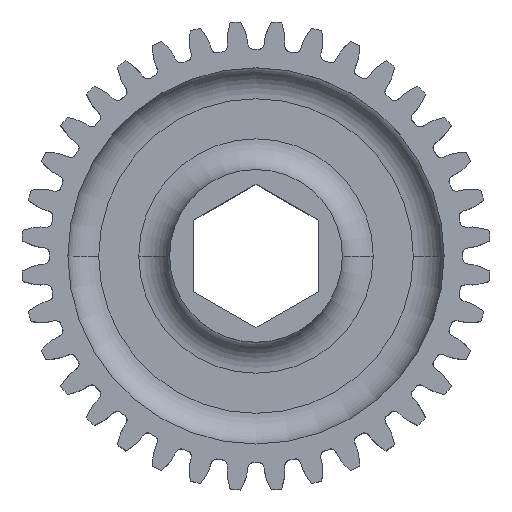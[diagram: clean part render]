
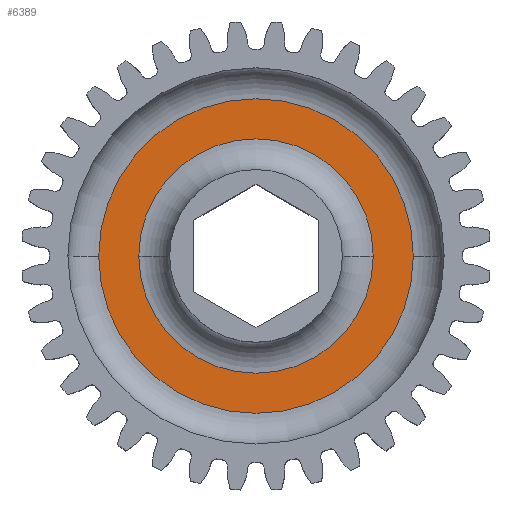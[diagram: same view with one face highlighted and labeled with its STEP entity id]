
A CAD part, top view. The second image highlights one B-rep face of the part: STEP entity #6389.
In plain terms, the highlighted planar face has unit normal (0, 0, 1).
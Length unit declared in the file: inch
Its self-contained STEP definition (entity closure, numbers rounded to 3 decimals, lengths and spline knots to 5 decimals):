
#241 = CARTESIAN_POINT ( 'NONE',  ( 0., 0., -0.0975 ) ) ;
#1018 = EDGE_CURVE ( 'NONE', #10156, #14655, #8431, .T. ) ;
#1065 = ORIENTED_EDGE ( 'NONE', *, *, #8173, .T. ) ;
#1101 = EDGE_CURVE ( 'NONE', #6600, #11778, #13516, .T. ) ;
#1919 = CARTESIAN_POINT ( 'NONE',  ( 0., 0., -0.0975 ) ) ;
#2670 = AXIS2_PLACEMENT_3D ( 'NONE', #4278, #13372, #3224 ) ;
#2877 = DIRECTION ( 'NONE',  ( 0., 0., 1. ) ) ;
#3121 = AXIS2_PLACEMENT_3D ( 'NONE', #11241, #4416, #14651 ) ;
#3224 = DIRECTION ( 'NONE',  ( 1., 0., 0. ) ) ;
#4278 = CARTESIAN_POINT ( 'NONE',  ( 0., 0., -0.0975 ) ) ;
#4416 = DIRECTION ( 'NONE',  ( 0., 0., 1. ) ) ;
#4560 = AXIS2_PLACEMENT_3D ( 'NONE', #1919, #5472, #10024 ) ;
#4864 = DIRECTION ( 'NONE',  ( 0., 0., 1. ) ) ;
#5472 = DIRECTION ( 'NONE',  ( 0., 0., -1. ) ) ;
#5925 = DIRECTION ( 'NONE',  ( 1., 0., 0. ) ) ;
#6389 = ADVANCED_FACE ( 'NONE', ( #9702, #7419 ), #8336, .T. ) ;
#6600 = VERTEX_POINT ( 'NONE', #8768 ) ;
#7082 = CARTESIAN_POINT ( 'NONE',  ( 0.6375, 0., -0.0975 ) ) ;
#7419 = FACE_OUTER_BOUND ( 'NONE', #12946, .T. ) ;
#8076 = CARTESIAN_POINT ( 'NONE',  ( -0.6375, 0., -0.0975 ) ) ;
#8173 = EDGE_CURVE ( 'NONE', #11778, #6600, #13309, .T. ) ;
#8336 = PLANE ( 'NONE',  #11857 ) ;
#8408 = DIRECTION ( 'NONE',  ( 1., 0., 0. ) ) ;
#8431 = CIRCLE ( 'NONE', #3121, 0.6375 ) ;
#8768 = CARTESIAN_POINT ( 'NONE',  ( -0.475, 0., -0.0975 ) ) ;
#8998 = ORIENTED_EDGE ( 'NONE', *, *, #13922, .T. ) ;
#9702 = FACE_BOUND ( 'NONE', #14377, .T. ) ;
#9775 = CARTESIAN_POINT ( 'NONE',  ( 0., 0., -0.0975 ) ) ;
#9958 = ORIENTED_EDGE ( 'NONE', *, *, #1101, .T. ) ;
#10024 = DIRECTION ( 'NONE',  ( 1., 0., 0. ) ) ;
#10156 = VERTEX_POINT ( 'NONE', #7082 ) ;
#11241 = CARTESIAN_POINT ( 'NONE',  ( 0., 0., -0.0975 ) ) ;
#11456 = CARTESIAN_POINT ( 'NONE',  ( 0.475, 0., -0.0975 ) ) ;
#11778 = VERTEX_POINT ( 'NONE', #11456 ) ;
#11857 = AXIS2_PLACEMENT_3D ( 'NONE', #9775, #2877, #8408 ) ;
#12946 = EDGE_LOOP ( 'NONE', ( #13495, #8998 ) ) ;
#13309 = CIRCLE ( 'NONE', #2670, 0.475 ) ;
#13332 = CIRCLE ( 'NONE', #14299, 0.6375 ) ;
#13372 = DIRECTION ( 'NONE',  ( 0., 0., -1. ) ) ;
#13495 = ORIENTED_EDGE ( 'NONE', *, *, #1018, .T. ) ;
#13516 = CIRCLE ( 'NONE', #4560, 0.475 ) ;
#13922 = EDGE_CURVE ( 'NONE', #14655, #10156, #13332, .T. ) ;
#14299 = AXIS2_PLACEMENT_3D ( 'NONE', #241, #4864, #5925 ) ;
#14377 = EDGE_LOOP ( 'NONE', ( #1065, #9958 ) ) ;
#14651 = DIRECTION ( 'NONE',  ( 1., 0., 0. ) ) ;
#14655 = VERTEX_POINT ( 'NONE', #8076 ) ;
